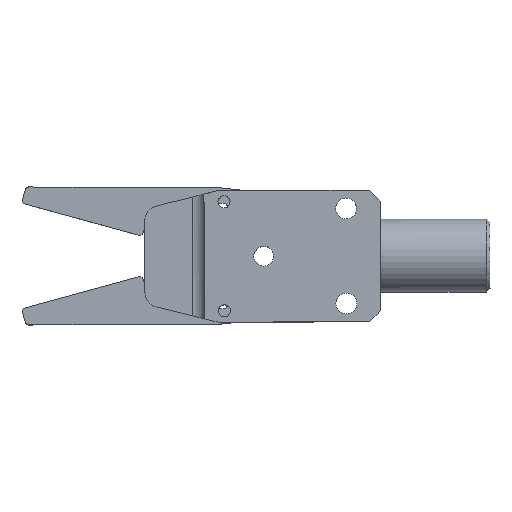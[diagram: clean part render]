
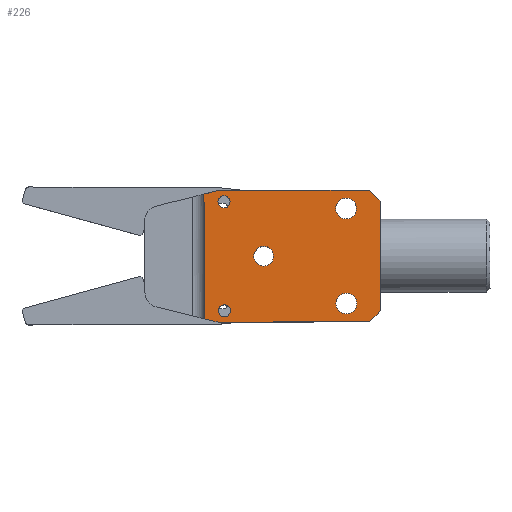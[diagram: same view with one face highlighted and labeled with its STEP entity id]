
A CAD part, top view. The second image highlights one B-rep face of the part: STEP entity #226.
In plain terms, the highlighted planar face has unit normal (0, 0, 1).
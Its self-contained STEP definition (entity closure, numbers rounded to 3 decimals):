
#226=ADVANCED_FACE('',(#500,#501,#502,#503,#504,#505),#506,.F.);
#500=FACE_BOUND('',#880,.T.);
#501=FACE_BOUND('',#881,.T.);
#502=FACE_BOUND('',#882,.T.);
#503=FACE_BOUND('',#883,.T.);
#504=FACE_BOUND('',#884,.T.);
#505=FACE_OUTER_BOUND('',#885,.T.);
#506=PLANE('',#886);
#880=EDGE_LOOP('',(#1286));
#881=EDGE_LOOP('',(#1287));
#882=EDGE_LOOP('',(#1288));
#883=EDGE_LOOP('',(#1289));
#884=EDGE_LOOP('',(#1290));
#885=EDGE_LOOP('',(#1291,#1292,#1293,#1294,#1295,#1296,#1297,#1298,#1299));
#886=AXIS2_PLACEMENT_3D('',#1300,#1301,#1302);
#1286=ORIENTED_EDGE('',*,*,#2116,.F.);
#1287=ORIENTED_EDGE('',*,*,#2117,.F.);
#1288=ORIENTED_EDGE('',*,*,#2118,.T.);
#1289=ORIENTED_EDGE('',*,*,#2119,.T.);
#1290=ORIENTED_EDGE('',*,*,#2120,.T.);
#1291=ORIENTED_EDGE('',*,*,#2121,.T.);
#1292=ORIENTED_EDGE('',*,*,#2122,.T.);
#1293=ORIENTED_EDGE('',*,*,#2123,.T.);
#1294=ORIENTED_EDGE('',*,*,#2124,.T.);
#1295=ORIENTED_EDGE('',*,*,#2125,.F.);
#1296=ORIENTED_EDGE('',*,*,#2126,.T.);
#1297=ORIENTED_EDGE('',*,*,#2127,.T.);
#1298=ORIENTED_EDGE('',*,*,#2128,.T.);
#1299=ORIENTED_EDGE('',*,*,#2129,.T.);
#1300=CARTESIAN_POINT('',(0.0,0.0,5.0));
#1301=DIRECTION('',(0.0,0.0,-1.0));
#1302=DIRECTION('',(0.0,-1.0,0.0));
#2116=EDGE_CURVE('',#2473,#2473,#2474,.F.);
#2117=EDGE_CURVE('',#2475,#2475,#2476,.F.);
#2118=EDGE_CURVE('',#2477,#2477,#2478,.T.);
#2119=EDGE_CURVE('',#2479,#2479,#2480,.T.);
#2120=EDGE_CURVE('',#2481,#2481,#2482,.T.);
#2121=EDGE_CURVE('',#2483,#2484,#2485,.T.);
#2122=EDGE_CURVE('',#2484,#2486,#2487,.T.);
#2123=EDGE_CURVE('',#2486,#2488,#2489,.T.);
#2124=EDGE_CURVE('',#2488,#2490,#2491,.T.);
#2125=EDGE_CURVE('',#2492,#2490,#2493,.T.);
#2126=EDGE_CURVE('',#2492,#2494,#2495,.T.);
#2127=EDGE_CURVE('',#2494,#2496,#2497,.T.);
#2128=EDGE_CURVE('',#2496,#2498,#2499,.T.);
#2129=EDGE_CURVE('',#2498,#2483,#2500,.T.);
#2473=VERTEX_POINT('',#3120);
#2474=CIRCLE('',#3121,0.825);
#2475=VERTEX_POINT('',#3122);
#2476=CIRCLE('',#3123,0.825);
#2477=VERTEX_POINT('',#3124);
#2478=CIRCLE('',#3125,1.425);
#2479=VERTEX_POINT('',#3126);
#2480=CIRCLE('',#3127,1.425);
#2481=VERTEX_POINT('',#3128);
#2482=CIRCLE('',#3129,1.35);
#2483=VERTEX_POINT('',#3130);
#2484=VERTEX_POINT('',#3131);
#2485=LINE('',#3132,#3133);
#2486=VERTEX_POINT('',#3134);
#2487=LINE('',#3135,#3136);
#2488=VERTEX_POINT('',#3137);
#2489=LINE('',#3138,#3139);
#2490=VERTEX_POINT('',#3140);
#2491=LINE('',#3141,#3142);
#2492=VERTEX_POINT('',#3143);
#2493=LINE('',#3144,#3145);
#2494=VERTEX_POINT('',#3146);
#2495=LINE('',#3147,#3148);
#2496=VERTEX_POINT('',#3149);
#2497=LINE('',#3150,#3151);
#2498=VERTEX_POINT('',#3152);
#2499=LINE('',#3153,#3154);
#2500=LINE('',#3155,#3156);
#3120=CARTESIAN_POINT('',(-9.975,7.45,5.0));
#3121=AXIS2_PLACEMENT_3D('',#3699,#3700,#3701);
#3122=CARTESIAN_POINT('',(-9.975,-7.45,5.0));
#3123=AXIS2_PLACEMENT_3D('',#3702,#3703,#3704);
#3124=CARTESIAN_POINT('',(6.125,-6.5,5.0));
#3125=AXIS2_PLACEMENT_3D('',#3705,#3706,#3707);
#3126=CARTESIAN_POINT('',(6.125,6.5,5.0));
#3127=AXIS2_PLACEMENT_3D('',#3708,#3709,#3710);
#3128=CARTESIAN_POINT('',(-5.1,0.0,5.0));
#3129=AXIS2_PLACEMENT_3D('',#3711,#3712,#3713);
#3130=CARTESIAN_POINT('',(12.2,0.,5.0));
#3131=CARTESIAN_POINT('',(12.2,7.5,5.0));
#3132=CARTESIAN_POINT('',(12.2,9.0,5.0));
#3133=VECTOR('',#3714,1.0);
#3134=CARTESIAN_POINT('',(10.7,9.0,5.0));
#3135=CARTESIAN_POINT('',(12.2,7.5,5.0));
#3136=VECTOR('',#3715,1.0);
#3137=CARTESIAN_POINT('',(-10.0,9.0,5.0));
#3138=CARTESIAN_POINT('',(-10.0,9.0,5.0));
#3139=VECTOR('',#3716,1.0);
#3140=CARTESIAN_POINT('',(-11.888,8.528,5.0));
#3141=CARTESIAN_POINT('',(-10.0,9.0,5.0));
#3142=VECTOR('',#3717,1.0);
#3143=CARTESIAN_POINT('',(-11.888,-8.528,5.0));
#3144=CARTESIAN_POINT('',(-11.888,-9.001,5.0));
#3145=VECTOR('',#3718,1.0);
#3146=CARTESIAN_POINT('',(-10.0,-9.0,5.0));
#3147=CARTESIAN_POINT('',(-10.0,-9.0,5.0));
#3148=VECTOR('',#3719,1.0);
#3149=CARTESIAN_POINT('',(10.7,-9.0,5.0));
#3150=CARTESIAN_POINT('',(-10.0,-9.0,5.0));
#3151=VECTOR('',#3720,1.0);
#3152=CARTESIAN_POINT('',(12.2,-7.5,5.0));
#3153=CARTESIAN_POINT('',(10.7,-9.0,5.0));
#3154=VECTOR('',#3721,1.0);
#3155=CARTESIAN_POINT('',(12.2,9.0,5.0));
#3156=VECTOR('',#3722,1.0);
#3699=CARTESIAN_POINT('',(-9.15,7.45,5.0));
#3700=DIRECTION('',(0.0,0.0,-1.0));
#3701=DIRECTION('',(-1.0,0.0,0.0));
#3702=CARTESIAN_POINT('',(-9.15,-7.45,5.0));
#3703=DIRECTION('',(0.0,0.0,-1.0));
#3704=DIRECTION('',(-1.0,0.0,0.0));
#3705=CARTESIAN_POINT('',(7.55,-6.5,5.0));
#3706=DIRECTION('',(0.0,0.0,-1.0));
#3707=DIRECTION('',(-1.0,0.0,0.0));
#3708=CARTESIAN_POINT('',(7.55,6.5,5.0));
#3709=DIRECTION('',(0.0,0.0,-1.0));
#3710=DIRECTION('',(-1.0,0.0,0.0));
#3711=CARTESIAN_POINT('',(-3.75,0.0,5.0));
#3712=DIRECTION('',(0.0,0.0,-1.0));
#3713=DIRECTION('',(-1.0,0.0,0.0));
#3714=DIRECTION('',(0.,1.0,0.0));
#3715=DIRECTION('',(-0.707,0.707,0.0));
#3716=DIRECTION('',(-1.0,0.,0.0));
#3717=DIRECTION('',(-0.97,-0.243,0.0));
#3718=DIRECTION('',(0.0,1.0,0.0));
#3719=DIRECTION('',(0.97,-0.243,0.0));
#3720=DIRECTION('',(1.0,0.,0.0));
#3721=DIRECTION('',(0.707,0.707,0.0));
#3722=DIRECTION('',(0.,1.0,0.0));
